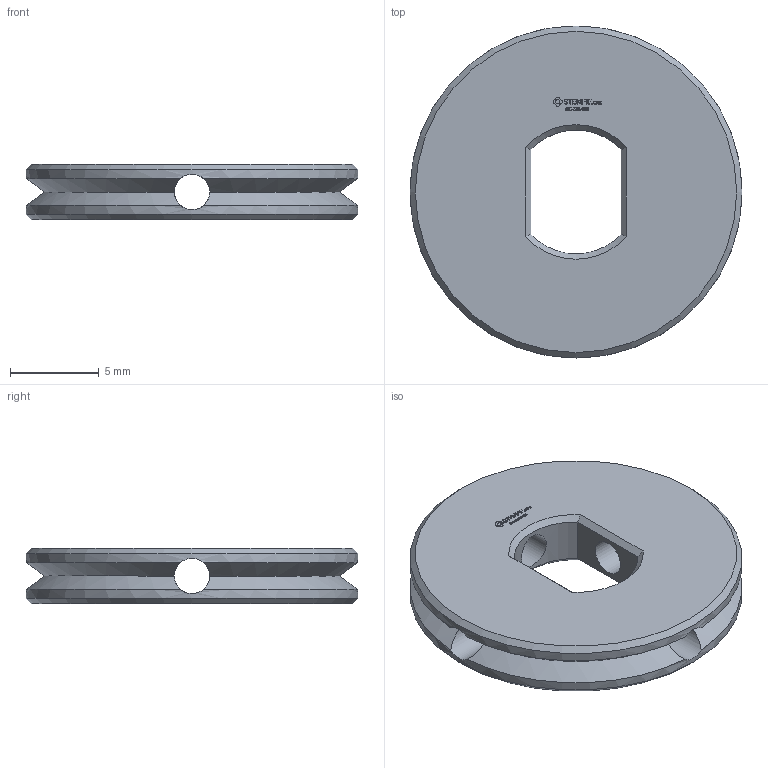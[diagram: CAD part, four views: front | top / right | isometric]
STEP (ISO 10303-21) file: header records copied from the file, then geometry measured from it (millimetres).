
FILE_DESCRIPTION(('FreeCAD Model'),'2;1');
FILE_NAME('Open CASCADE Shape Model','2023-11-13T18:07:21',(''),(''), 'Open CASCADE STEP processor 7.6','FreeCAD','Unknown');
FILE_SCHEMA(('AUTOMOTIVE_DESIGN { 1 0 10303 214 1 1 1 1 }'));
Length unit declared in the file: millimetre
Products named in the file (1): Washer FXD OCT BU01.50x00.25 - SPN-WSR-0003 (stemfie.org)
Bounding box: 18.75 x 18.75 x 3.12 mm (x, y, z)
Volume: 637.6 mm3; surface area: 881.3 mm2
Topology: 1 solids, 1 shells, 532 faces, 1492 edges, 990 vertices
Faces by surface type: plane 312, extrusion 198, cone 14, cylinder 8
Full cylindrical faces by diameter (mm): 2 x4, 18.75 x2
Entity records: 38022 total; most frequent: CARTESIAN_POINT 9576, DIRECTION 4493, VECTOR 3740, LINE 3542, ORIENTED_EDGE 2984, PCURVE 2984, DEFINITIONAL_REPRESENTATION 2984, EDGE_CURVE 1492
